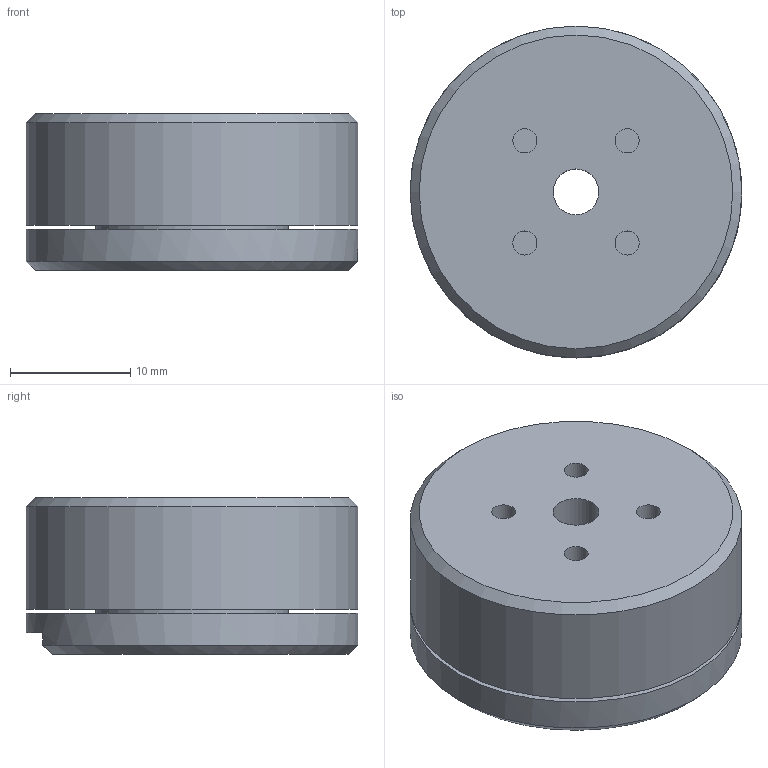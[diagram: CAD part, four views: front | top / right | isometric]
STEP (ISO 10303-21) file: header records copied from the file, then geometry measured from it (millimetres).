
FILE_DESCRIPTION(/* description */ (''),/* implementation_level */ '2;1');
FILE_NAME(/* name */ 'jd_power_my2813c.step',/* time_stamp */ '2020-07-10T22:01:01+03:00',/* author */ (''),/* organization */ (''),/* preprocessor_version */ 'ST-DEVELOPER v18.1',/* originating_system */ 'Autodesk Translation Framework v9.3.0.1241',/* authorisation */ '');
FILE_SCHEMA (('AUTOMOTIVE_DESIGN { 1 0 10303 214 3 1 1 }'));
Length unit declared in the file: millimetre
Products named in the file (1): jd_power_my2813c
Bounding box: 27.54 x 27.54 x 13 mm (x, y, z)
Volume: 7153.4 mm3; surface area: 3269.1 mm2
Topology: 1 solids, 1 shells, 45 faces, 92 edges, 61 vertices
Faces by surface type: plane 24, cylinder 19, cone 2
Full cylindrical faces by diameter (mm): 2 x6, 3.8 x1, 11 x1, 16 x1, 27.54 x2
Entity records: 1253 total; most frequent: DIRECTION 224, CARTESIAN_POINT 203, ORIENTED_EDGE 184, EDGE_CURVE 92, AXIS2_PLACEMENT_3D 88, VERTEX_POINT 61, EDGE_LOOP 59, LINE 48
